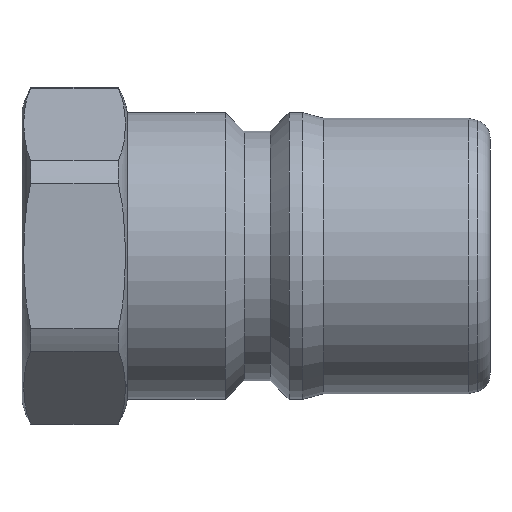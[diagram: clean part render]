
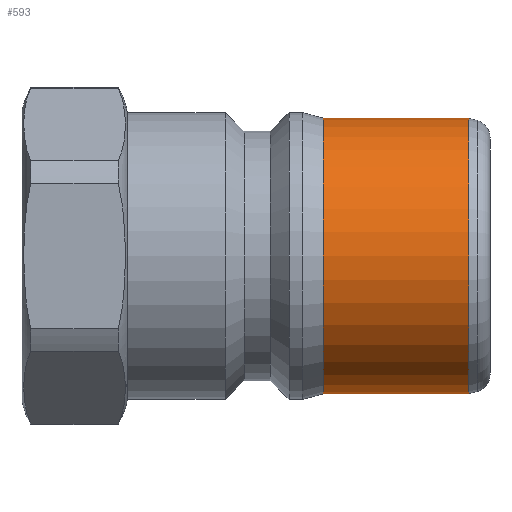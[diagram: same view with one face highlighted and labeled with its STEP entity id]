
A CAD part, front view. The second image highlights one B-rep face of the part: STEP entity #593.
In plain terms, the highlighted cylindrical face has radius 18.573 mm (diameter 37.146 mm), a full revolution.
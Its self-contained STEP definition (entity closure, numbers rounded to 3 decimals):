
#23 = AXIS2_PLACEMENT_3D ( 'NONE', #65, #878, #651 ) ;
#25 = ORIENTED_EDGE ( 'NONE', *, *, #556, .T. ) ;
#49 = FACE_OUTER_BOUND ( 'NONE', #315, .T. ) ;
#65 = CARTESIAN_POINT ( 'NONE',  ( -17.3, 0., 0. ) ) ;
#74 = EDGE_CURVE ( 'NONE', #757, #757, #526, .T. ) ;
#184 = FACE_OUTER_BOUND ( 'NONE', #289, .T. ) ;
#195 = CARTESIAN_POINT ( 'NONE',  ( 60.2, 0., 18.573 ) ) ;
#230 = AXIS2_PLACEMENT_3D ( 'NONE', #503, #421, #354 ) ;
#231 = VERTEX_POINT ( 'NONE', #195 ) ;
#287 = DIRECTION ( 'NONE',  ( -1., 0., 0. ) ) ;
#289 = EDGE_LOOP ( 'NONE', ( #401 ) ) ;
#315 = EDGE_LOOP ( 'NONE', ( #25 ) ) ;
#349 = CARTESIAN_POINT ( 'NONE',  ( 40.631, 0., 18.573 ) ) ;
#354 = DIRECTION ( 'NONE',  ( 0., 0., 1. ) ) ;
#401 = ORIENTED_EDGE ( 'NONE', *, *, #74, .F. ) ;
#421 = DIRECTION ( 'NONE',  ( -1., 0., 0. ) ) ;
#503 = CARTESIAN_POINT ( 'NONE',  ( 40.631, 0., 0. ) ) ;
#524 = CARTESIAN_POINT ( 'NONE',  ( 60.2, 0., 0. ) ) ;
#526 = CIRCLE ( 'NONE', #230, 18.573 ) ;
#556 = EDGE_CURVE ( 'NONE', #231, #231, #657, .T. ) ;
#593 = ADVANCED_FACE ( 'NONE', ( #184, #49 ), #604, .T. ) ;
#604 = CYLINDRICAL_SURFACE ( 'NONE', #23, 18.573 ) ;
#651 = DIRECTION ( 'NONE',  ( 0., 0., 1. ) ) ;
#657 = CIRCLE ( 'NONE', #738, 18.573 ) ;
#738 = AXIS2_PLACEMENT_3D ( 'NONE', #524, #287, #863 ) ;
#757 = VERTEX_POINT ( 'NONE', #349 ) ;
#863 = DIRECTION ( 'NONE',  ( 0., 0., 1. ) ) ;
#878 = DIRECTION ( 'NONE',  ( -1., 0., 0. ) ) ;
